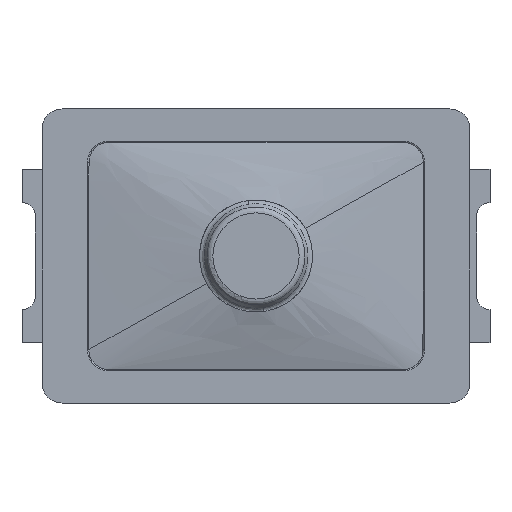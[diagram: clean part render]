
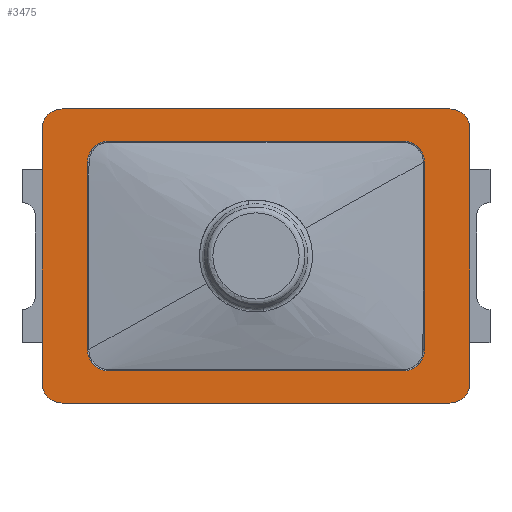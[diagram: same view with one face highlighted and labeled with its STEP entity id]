
A CAD part, top view. The second image highlights one B-rep face of the part: STEP entity #3475.
In plain terms, the highlighted planar face has unit normal (0, 0, 1).
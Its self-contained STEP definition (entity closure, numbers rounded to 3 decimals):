
#49=FACE_BOUND('',#475,.T.);
#82=(
BOUNDED_CURVE()
B_SPLINE_CURVE(3,(#5890,#5891,#5892,#5893,#5894),.UNSPECIFIED.,.F.,.F.)
B_SPLINE_CURVE_WITH_KNOTS((4,1,4),(1.651,1.777,1.903),
 .UNSPECIFIED.)
CURVE()
GEOMETRIC_REPRESENTATION_ITEM()
RATIONAL_B_SPLINE_CURVE((1.,1.,1.,1.,1.))
REPRESENTATION_ITEM('')
);
#87=(
BOUNDED_CURVE()
B_SPLINE_CURVE(3,(#5928,#5929,#5930,#5931,#5932),.UNSPECIFIED.,.F.,.F.)
B_SPLINE_CURVE_WITH_KNOTS((4,1,4),(0.,0.126,0.251),
 .UNSPECIFIED.)
CURVE()
GEOMETRIC_REPRESENTATION_ITEM()
RATIONAL_B_SPLINE_CURVE((1.,1.,1.,1.,1.))
REPRESENTATION_ITEM('')
);
#105=B_SPLINE_CURVE_WITH_KNOTS('',3,(#5770,#5771,#5772,#5773,#5774),
 .UNSPECIFIED.,.F.,.F.,(4,1,4),(5.754,5.88,6.005),
 .UNSPECIFIED.);
#106=B_SPLINE_CURVE_WITH_KNOTS('',3,(#5808,#5809,#5810,#5811,#5812),
 .UNSPECIFIED.,.F.,.F.,(4,1,4),(4.103,4.228,4.354),
 .UNSPECIFIED.);
#268=FACE_OUTER_BOUND('',#474,.T.);
#474=EDGE_LOOP('',(#2504,#2505,#2506,#2507,#2508,#2509,#2510,#2511));
#475=EDGE_LOOP('',(#2512,#2513,#2514,#2515,#2516,#2517,#2518,#2519));
#651=CIRCLE('',#3705,0.15);
#652=CIRCLE('',#3706,0.15);
#653=CIRCLE('',#3707,0.15);
#654=CIRCLE('',#3708,0.15);
#838=LINE('',#5784,#1157);
#843=LINE('',#5904,#1162);
#856=LINE('',#6011,#1175);
#857=LINE('',#6015,#1176);
#858=LINE('',#6019,#1177);
#859=LINE('',#6022,#1178);
#860=LINE('',#6023,#1179);
#861=LINE('',#6024,#1180);
#1157=VECTOR('',#4154,10.);
#1162=VECTOR('',#4167,10.);
#1175=VECTOR('',#4190,10.);
#1176=VECTOR('',#4193,10.);
#1177=VECTOR('',#4196,10.);
#1178=VECTOR('',#4199,10.);
#1179=VECTOR('',#4200,10.);
#1180=VECTOR('',#4201,10.);
#1470=VERTEX_POINT('',#5764);
#1472=VERTEX_POINT('',#5769);
#1474=VERTEX_POINT('',#5783);
#1476=VERTEX_POINT('',#5807);
#1486=VERTEX_POINT('',#5884);
#1488=VERTEX_POINT('',#5889);
#1490=VERTEX_POINT('',#5903);
#1492=VERTEX_POINT('',#5927);
#1506=VERTEX_POINT('',#6007);
#1507=VERTEX_POINT('',#6008);
#1508=VERTEX_POINT('',#6010);
#1509=VERTEX_POINT('',#6012);
#1510=VERTEX_POINT('',#6014);
#1511=VERTEX_POINT('',#6016);
#1512=VERTEX_POINT('',#6018);
#1513=VERTEX_POINT('',#6020);
#1837=EDGE_CURVE('',#1472,#1470,#105,.T.);
#1840=EDGE_CURVE('',#1474,#1472,#838,.T.);
#1843=EDGE_CURVE('',#1476,#1474,#106,.T.);
#1857=EDGE_CURVE('',#1488,#1486,#82,.T.);
#1860=EDGE_CURVE('',#1490,#1488,#843,.T.);
#1863=EDGE_CURVE('',#1492,#1490,#87,.T.);
#1882=EDGE_CURVE('',#1506,#1507,#651,.T.);
#1883=EDGE_CURVE('',#1506,#1508,#856,.T.);
#1884=EDGE_CURVE('',#1509,#1508,#652,.T.);
#1885=EDGE_CURVE('',#1509,#1510,#857,.T.);
#1886=EDGE_CURVE('',#1511,#1510,#653,.T.);
#1887=EDGE_CURVE('',#1511,#1512,#858,.T.);
#1888=EDGE_CURVE('',#1513,#1512,#654,.T.);
#1889=EDGE_CURVE('',#1513,#1507,#859,.T.);
#1890=EDGE_CURVE('',#1486,#1476,#860,.T.);
#1891=EDGE_CURVE('',#1470,#1492,#861,.T.);
#2504=ORIENTED_EDGE('',*,*,#1882,.F.);
#2505=ORIENTED_EDGE('',*,*,#1883,.T.);
#2506=ORIENTED_EDGE('',*,*,#1884,.F.);
#2507=ORIENTED_EDGE('',*,*,#1885,.T.);
#2508=ORIENTED_EDGE('',*,*,#1886,.F.);
#2509=ORIENTED_EDGE('',*,*,#1887,.T.);
#2510=ORIENTED_EDGE('',*,*,#1888,.F.);
#2511=ORIENTED_EDGE('',*,*,#1889,.T.);
#2512=ORIENTED_EDGE('',*,*,#1863,.T.);
#2513=ORIENTED_EDGE('',*,*,#1860,.T.);
#2514=ORIENTED_EDGE('',*,*,#1857,.T.);
#2515=ORIENTED_EDGE('',*,*,#1890,.T.);
#2516=ORIENTED_EDGE('',*,*,#1843,.T.);
#2517=ORIENTED_EDGE('',*,*,#1840,.T.);
#2518=ORIENTED_EDGE('',*,*,#1837,.T.);
#2519=ORIENTED_EDGE('',*,*,#1891,.T.);
#3364=PLANE('',#3704);
#3475=ADVANCED_FACE('',(#268,#49),#3364,.T.);
#3704=AXIS2_PLACEMENT_3D('',#6006,#4186,#4187);
#3705=AXIS2_PLACEMENT_3D('',#6009,#4188,#4189);
#3706=AXIS2_PLACEMENT_3D('',#6013,#4191,#4192);
#3707=AXIS2_PLACEMENT_3D('',#6017,#4194,#4195);
#3708=AXIS2_PLACEMENT_3D('',#6021,#4197,#4198);
#4154=DIRECTION('',(0.,-1.,0.));
#4167=DIRECTION('',(0.,1.,0.));
#4186=DIRECTION('center_axis',(0.,0.,1.));
#4187=DIRECTION('ref_axis',(-1.,0.,0.));
#4188=DIRECTION('center_axis',(0.,0.,-1.));
#4189=DIRECTION('ref_axis',(0.,1.,0.));
#4190=DIRECTION('',(0.,-1.,0.));
#4191=DIRECTION('center_axis',(0.,0.,-1.));
#4192=DIRECTION('ref_axis',(-1.,0.,0.));
#4193=DIRECTION('',(1.,0.,0.));
#4194=DIRECTION('center_axis',(0.,0.,-1.));
#4195=DIRECTION('ref_axis',(0.,-1.,0.));
#4196=DIRECTION('',(0.,1.,0.));
#4197=DIRECTION('center_axis',(0.,0.,-1.));
#4198=DIRECTION('ref_axis',(1.,0.,0.));
#4199=DIRECTION('',(-1.,0.,0.));
#4200=DIRECTION('',(1.,0.,0.));
#4201=DIRECTION('',(-1.,0.,0.));
#5764=CARTESIAN_POINT('',(1.1,-0.6,0.085));
#5769=CARTESIAN_POINT('',(1.26,-0.44,0.085));
#5770=CARTESIAN_POINT('Ctrl Pts',(1.26,-0.44,0.085));
#5771=CARTESIAN_POINT('Ctrl Pts',(1.26,-0.482,0.085));
#5772=CARTESIAN_POINT('Ctrl Pts',(1.225,-0.565,0.085));
#5773=CARTESIAN_POINT('Ctrl Pts',(1.142,-0.6,0.085));
#5774=CARTESIAN_POINT('Ctrl Pts',(1.1,-0.6,0.085));
#5783=CARTESIAN_POINT('',(1.26,0.96,0.085));
#5784=CARTESIAN_POINT('',(1.26,0.96,0.085));
#5807=CARTESIAN_POINT('',(1.1,1.12,0.085));
#5808=CARTESIAN_POINT('Ctrl Pts',(1.1,1.12,0.085));
#5809=CARTESIAN_POINT('Ctrl Pts',(1.142,1.12,0.085));
#5810=CARTESIAN_POINT('Ctrl Pts',(1.225,1.085,0.085));
#5811=CARTESIAN_POINT('Ctrl Pts',(1.26,1.002,0.085));
#5812=CARTESIAN_POINT('Ctrl Pts',(1.26,0.96,0.085));
#5884=CARTESIAN_POINT('',(-1.1,1.12,0.085));
#5889=CARTESIAN_POINT('',(-1.26,0.96,0.085));
#5890=CARTESIAN_POINT('Ctrl Pts',(-1.26,0.96,0.085));
#5891=CARTESIAN_POINT('Ctrl Pts',(-1.26,1.002,0.085));
#5892=CARTESIAN_POINT('Ctrl Pts',(-1.225,1.085,0.085));
#5893=CARTESIAN_POINT('Ctrl Pts',(-1.142,1.12,0.085));
#5894=CARTESIAN_POINT('Ctrl Pts',(-1.1,1.12,0.085));
#5903=CARTESIAN_POINT('',(-1.26,-0.44,0.085));
#5904=CARTESIAN_POINT('',(-1.26,-0.44,0.085));
#5927=CARTESIAN_POINT('',(-1.1,-0.6,0.085));
#5928=CARTESIAN_POINT('Ctrl Pts',(-1.1,-0.6,0.085));
#5929=CARTESIAN_POINT('Ctrl Pts',(-1.142,-0.6,
0.085));
#5930=CARTESIAN_POINT('Ctrl Pts',(-1.225,-0.565,
0.085));
#5931=CARTESIAN_POINT('Ctrl Pts',(-1.26,-0.482,
0.085));
#5932=CARTESIAN_POINT('Ctrl Pts',(-1.26,-0.44,0.085));
#6006=CARTESIAN_POINT('Origin',(-1.92,-1.06,0.085));
#6007=CARTESIAN_POINT('',(-1.6,1.21,0.085));
#6008=CARTESIAN_POINT('',(-1.45,1.36,0.085));
#6009=CARTESIAN_POINT('Origin',(-1.45,1.21,0.085));
#6010=CARTESIAN_POINT('',(-1.6,-0.69,0.085));
#6011=CARTESIAN_POINT('',(-1.6,1.21,0.085));
#6012=CARTESIAN_POINT('',(-1.45,-0.84,0.085));
#6013=CARTESIAN_POINT('Origin',(-1.45,-0.69,0.085));
#6014=CARTESIAN_POINT('',(1.45,-0.84,0.085));
#6015=CARTESIAN_POINT('',(-1.45,-0.84,0.085));
#6016=CARTESIAN_POINT('',(1.6,-0.69,0.085));
#6017=CARTESIAN_POINT('Origin',(1.45,-0.69,0.085));
#6018=CARTESIAN_POINT('',(1.6,1.21,0.085));
#6019=CARTESIAN_POINT('',(1.6,-0.69,0.085));
#6020=CARTESIAN_POINT('',(1.45,1.36,0.085));
#6021=CARTESIAN_POINT('Origin',(1.45,1.21,0.085));
#6022=CARTESIAN_POINT('',(1.45,1.36,0.085));
#6023=CARTESIAN_POINT('',(-1.1,1.12,0.085));
#6024=CARTESIAN_POINT('',(1.1,-0.6,0.085));
